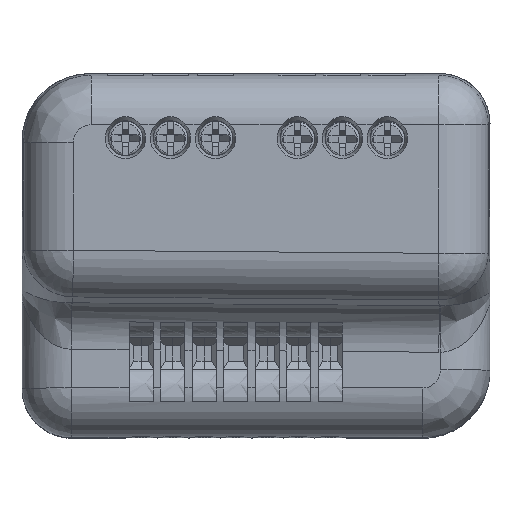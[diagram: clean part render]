
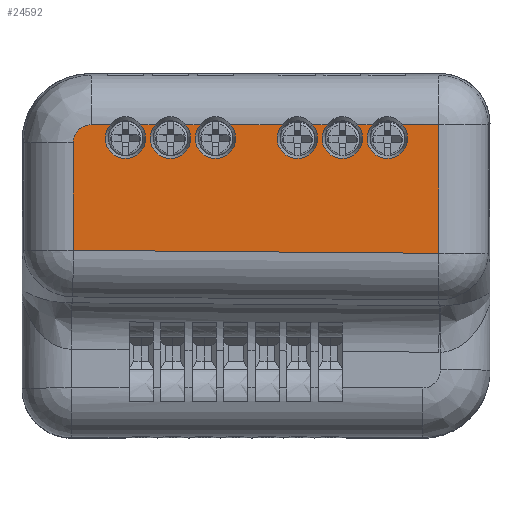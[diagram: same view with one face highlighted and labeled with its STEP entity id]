
A CAD part, top view. The second image highlights one B-rep face of the part: STEP entity #24592.
In plain terms, the highlighted planar face has unit normal (0, 0, 1).
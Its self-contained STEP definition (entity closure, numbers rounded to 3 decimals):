
#24435=CARTESIAN_POINT('',(20.3,14.3,21.15));
#24436=DIRECTION('',(0.0,0.0,-1.0));
#24437=DIRECTION('',(-1.0,0.0,0.0));
#24438=AXIS2_PLACEMENT_3D('',#24435,#24436,#24437);
#24439=PLANE('',#24438);
#24440=CARTESIAN_POINT('',(-11.168,14.81,21.15));
#24441=VERTEX_POINT('',#24440);
#24442=CARTESIAN_POINT('',(-12.832,14.81,21.15));
#24443=VERTEX_POINT('',#24442);
#24444=CARTESIAN_POINT('',(-18.039,14.81,21.15));
#24445=DIRECTION('',(-1.,0.,0.0));
#24446=VECTOR('',#24445,1.);
#24447=LINE('',#24444,#24446);
#24448=EDGE_CURVE('',#24441,#24443,#24447,.T.);
#24449=ORIENTED_EDGE('',*,*,#24448,.T.);
#24450=CARTESIAN_POINT('',(-16.168,14.81,21.15));
#24451=VERTEX_POINT('',#24450);
#24452=CARTESIAN_POINT('',(-14.5,13.3,21.15));
#24453=DIRECTION('',(0.0,0.0,-1.0));
#24454=DIRECTION('',(-1.0,0.0,0.0));
#24455=AXIS2_PLACEMENT_3D('',#24452,#24453,#24454);
#24456=CIRCLE('',#24455,2.25);
#24457=EDGE_CURVE('',#24443,#24451,#24456,.T.);
#24458=ORIENTED_EDGE('',*,*,#24457,.T.);
#24459=CARTESIAN_POINT('',(-18.312,14.81,21.15));
#24460=VERTEX_POINT('',#24459);
#24461=CARTESIAN_POINT('',(-18.039,14.81,21.15));
#24462=DIRECTION('',(-1.,0.,0.0));
#24463=VECTOR('',#24462,1.);
#24464=LINE('',#24461,#24463);
#24465=EDGE_CURVE('',#24451,#24460,#24464,.T.);
#24466=ORIENTED_EDGE('',*,*,#24465,.T.);
#24467=CARTESIAN_POINT('',(-20.309,12.812,21.15));
#24468=VERTEX_POINT('',#24467);
#24469=CARTESIAN_POINT('',(-20.309,12.812,21.15));
#24470=CARTESIAN_POINT('',(-20.309,13.983,21.15));
#24471=CARTESIAN_POINT('',(-19.482,14.81,21.15));
#24472=CARTESIAN_POINT('',(-18.312,14.81,21.15));
#24480=(BOUNDED_CURVE()B_SPLINE_CURVE(3,(#24469,#24470,#24471,#24472),.UNSPECIFIED.,.F.,.U.)CURVE()GEOMETRIC_REPRESENTATION_ITEM()QUASI_UNIFORM_CURVE()RATIONAL_B_SPLINE_CURVE((1.0,0.805,0.805,1.0))REPRESENTATION_ITEM(''));
#24481=EDGE_CURVE('',#24460,#24468,#24480,.F.);
#24482=ORIENTED_EDGE('',*,*,#24481,.T.);
#24483=CARTESIAN_POINT('',(-20.309,0.852,21.15));
#24484=VERTEX_POINT('',#24483);
#24485=CARTESIAN_POINT('',(-20.309,-2.958,21.15));
#24486=DIRECTION('',(0.,1.,0.0));
#24487=VECTOR('',#24486,1.);
#24488=LINE('',#24485,#24487);
#24489=EDGE_CURVE('',#24468,#24484,#24488,.F.);
#24490=ORIENTED_EDGE('',*,*,#24489,.T.);
#24491=CARTESIAN_POINT('',(20.309,0.524,21.15));
#24492=VERTEX_POINT('',#24491);
#24493=CARTESIAN_POINT('',(20.189,0.525,21.15));
#24494=DIRECTION('',(-1.,0.008,0.0));
#24495=VECTOR('',#24494,1.);
#24496=LINE('',#24493,#24495);
#24497=EDGE_CURVE('',#24484,#24492,#24496,.F.);
#24498=ORIENTED_EDGE('',*,*,#24497,.T.);
#24499=CARTESIAN_POINT('',(20.309,14.81,21.15));
#24500=VERTEX_POINT('',#24499);
#24501=CARTESIAN_POINT('',(20.309,14.537,21.15));
#24502=DIRECTION('',(0.,-1.,0.0));
#24503=VECTOR('',#24502,1.);
#24504=LINE('',#24501,#24503);
#24505=EDGE_CURVE('',#24492,#24500,#24504,.F.);
#24506=ORIENTED_EDGE('',*,*,#24505,.T.);
#24507=CARTESIAN_POINT('',(16.268,14.81,21.15));
#24508=VERTEX_POINT('',#24507);
#24509=CARTESIAN_POINT('',(-18.039,14.81,21.15));
#24510=DIRECTION('',(-1.,0.,0.0));
#24511=VECTOR('',#24510,1.);
#24512=LINE('',#24509,#24511);
#24513=EDGE_CURVE('',#24500,#24508,#24512,.T.);
#24514=ORIENTED_EDGE('',*,*,#24513,.T.);
#24515=CARTESIAN_POINT('',(12.932,14.81,21.15));
#24516=VERTEX_POINT('',#24515);
#24517=CARTESIAN_POINT('',(14.6,13.3,21.15));
#24518=DIRECTION('',(0.0,0.0,-1.0));
#24519=DIRECTION('',(-1.0,0.0,0.0));
#24520=AXIS2_PLACEMENT_3D('',#24517,#24518,#24519);
#24521=CIRCLE('',#24520,2.25);
#24522=EDGE_CURVE('',#24508,#24516,#24521,.T.);
#24523=ORIENTED_EDGE('',*,*,#24522,.T.);
#24524=CARTESIAN_POINT('',(11.268,14.81,21.15));
#24525=VERTEX_POINT('',#24524);
#24526=CARTESIAN_POINT('',(-18.039,14.81,21.15));
#24527=DIRECTION('',(-1.,0.,0.0));
#24528=VECTOR('',#24527,1.);
#24529=LINE('',#24526,#24528);
#24530=EDGE_CURVE('',#24516,#24525,#24529,.T.);
#24531=ORIENTED_EDGE('',*,*,#24530,.T.);
#24532=CARTESIAN_POINT('',(7.932,14.81,21.15));
#24533=VERTEX_POINT('',#24532);
#24534=CARTESIAN_POINT('',(9.6,13.3,21.15));
#24535=DIRECTION('',(0.0,0.0,-1.0));
#24536=DIRECTION('',(-1.0,0.0,0.0));
#24537=AXIS2_PLACEMENT_3D('',#24534,#24535,#24536);
#24538=CIRCLE('',#24537,2.25);
#24539=EDGE_CURVE('',#24525,#24533,#24538,.T.);
#24540=ORIENTED_EDGE('',*,*,#24539,.T.);
#24541=CARTESIAN_POINT('',(6.268,14.81,21.15));
#24542=VERTEX_POINT('',#24541);
#24543=CARTESIAN_POINT('',(-18.039,14.81,21.15));
#24544=DIRECTION('',(-1.,0.,0.0));
#24545=VECTOR('',#24544,1.);
#24546=LINE('',#24543,#24545);
#24547=EDGE_CURVE('',#24533,#24542,#24546,.T.);
#24548=ORIENTED_EDGE('',*,*,#24547,.T.);
#24549=CARTESIAN_POINT('',(2.932,14.81,21.15));
#24550=VERTEX_POINT('',#24549);
#24551=CARTESIAN_POINT('',(4.6,13.3,21.15));
#24552=DIRECTION('',(0.0,0.0,-1.0));
#24553=DIRECTION('',(-1.0,0.0,0.0));
#24554=AXIS2_PLACEMENT_3D('',#24551,#24552,#24553);
#24555=CIRCLE('',#24554,2.25);
#24556=EDGE_CURVE('',#24542,#24550,#24555,.T.);
#24557=ORIENTED_EDGE('',*,*,#24556,.T.);
#24558=CARTESIAN_POINT('',(-2.832,14.81,21.15));
#24559=VERTEX_POINT('',#24558);
#24560=CARTESIAN_POINT('',(-18.039,14.81,21.15));
#24561=DIRECTION('',(-1.,0.,0.0));
#24562=VECTOR('',#24561,1.);
#24563=LINE('',#24560,#24562);
#24564=EDGE_CURVE('',#24550,#24559,#24563,.T.);
#24565=ORIENTED_EDGE('',*,*,#24564,.T.);
#24566=CARTESIAN_POINT('',(-6.168,14.81,21.15));
#24567=VERTEX_POINT('',#24566);
#24568=CARTESIAN_POINT('',(-4.5,13.3,21.15));
#24569=DIRECTION('',(0.0,0.0,-1.0));
#24570=DIRECTION('',(-1.0,0.0,0.0));
#24571=AXIS2_PLACEMENT_3D('',#24568,#24569,#24570);
#24572=CIRCLE('',#24571,2.25);
#24573=EDGE_CURVE('',#24559,#24567,#24572,.T.);
#24574=ORIENTED_EDGE('',*,*,#24573,.T.);
#24575=CARTESIAN_POINT('',(-7.832,14.81,21.15));
#24576=VERTEX_POINT('',#24575);
#24577=CARTESIAN_POINT('',(-18.039,14.81,21.15));
#24578=DIRECTION('',(-1.,0.,0.0));
#24579=VECTOR('',#24578,1.);
#24580=LINE('',#24577,#24579);
#24581=EDGE_CURVE('',#24567,#24576,#24580,.T.);
#24582=ORIENTED_EDGE('',*,*,#24581,.T.);
#24583=CARTESIAN_POINT('',(-9.5,13.3,21.15));
#24584=DIRECTION('',(0.0,0.0,-1.0));
#24585=DIRECTION('',(-1.0,0.0,0.0));
#24586=AXIS2_PLACEMENT_3D('',#24583,#24584,#24585);
#24587=CIRCLE('',#24586,2.25);
#24588=EDGE_CURVE('',#24576,#24441,#24587,.T.);
#24589=ORIENTED_EDGE('',*,*,#24588,.T.);
#24590=EDGE_LOOP('',(#24449,#24458,#24466,#24482,#24490,#24498,#24506,#24514,#24523,#24531,#24540,#24548,#24557,#24565,#24574,#24582,#24589));
#24591=FACE_OUTER_BOUND('',#24590,.T.);
#24592=ADVANCED_FACE('',(#24591),#24439,.F.);
